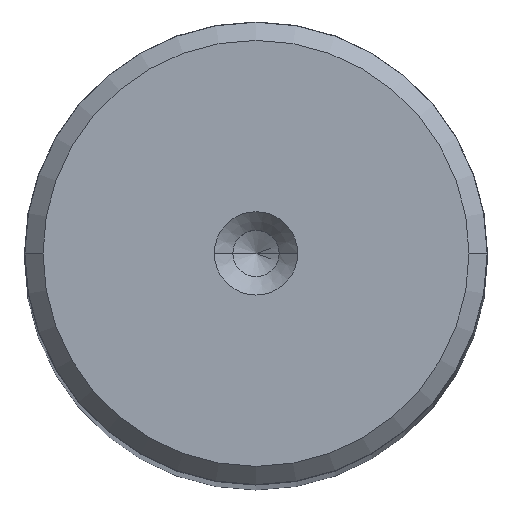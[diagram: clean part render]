
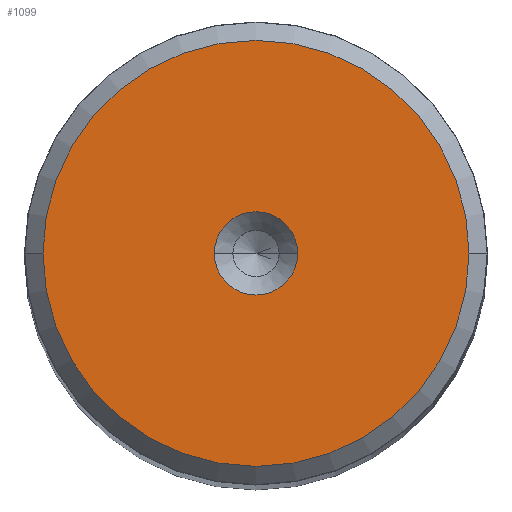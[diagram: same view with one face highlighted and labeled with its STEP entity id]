
A CAD part, top view. The second image highlights one B-rep face of the part: STEP entity #1099.
In plain terms, the highlighted planar face has unit normal (0, 0, 1).
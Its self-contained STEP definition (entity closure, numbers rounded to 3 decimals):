
#56 = CARTESIAN_POINT ( 'NONE',  ( 2.25, 0., 160. ) ) ;
#199 = CARTESIAN_POINT ( 'NONE',  ( 0., 0., 160. ) ) ;
#247 = EDGE_CURVE ( 'NONE', #1996, #1863, #844, .T. ) ;
#254 = DIRECTION ( 'NONE',  ( 1., 0., 0. ) ) ;
#445 = ORIENTED_EDGE ( 'NONE', *, *, #839, .F. ) ;
#536 = CARTESIAN_POINT ( 'NONE',  ( 0., 0., 160. ) ) ;
#610 = AXIS2_PLACEMENT_3D ( 'NONE', #199, #1640, #757 ) ;
#660 = AXIS2_PLACEMENT_3D ( 'NONE', #688, #1958, #1048 ) ;
#688 = CARTESIAN_POINT ( 'NONE',  ( 0., 0., 160. ) ) ;
#741 = ORIENTED_EDGE ( 'NONE', *, *, #2024, .F. ) ;
#757 = DIRECTION ( 'NONE',  ( 1., 0., 0. ) ) ;
#803 = CARTESIAN_POINT ( 'NONE',  ( 0., 0., 160. ) ) ;
#839 = EDGE_CURVE ( 'NONE', #1177, #1497, #1003, .T. ) ;
#844 = CIRCLE ( 'NONE', #931, 11.509 ) ;
#857 = DIRECTION ( 'NONE',  ( 1., 0., 0. ) ) ;
#877 = AXIS2_PLACEMENT_3D ( 'NONE', #1220, #2126, #857 ) ;
#889 = FACE_OUTER_BOUND ( 'NONE', #1797, .T. ) ;
#931 = AXIS2_PLACEMENT_3D ( 'NONE', #803, #1540, #254 ) ;
#1003 = CIRCLE ( 'NONE', #610, 2.25 ) ;
#1048 = DIRECTION ( 'NONE',  ( 1., 0., 0. ) ) ;
#1076 = DIRECTION ( 'NONE',  ( 1., 0., 0. ) ) ;
#1093 = CIRCLE ( 'NONE', #2153, 2.25 ) ;
#1099 = ADVANCED_FACE ( 'NONE', ( #2091, #889 ), #2145, .T. ) ;
#1177 = VERTEX_POINT ( 'NONE', #1390 ) ;
#1220 = CARTESIAN_POINT ( 'NONE',  ( 0., 0., 160. ) ) ;
#1390 = CARTESIAN_POINT ( 'NONE',  ( -2.25, 0., 160. ) ) ;
#1454 = CARTESIAN_POINT ( 'NONE',  ( -11.509, 0., 160. ) ) ;
#1497 = VERTEX_POINT ( 'NONE', #56 ) ;
#1540 = DIRECTION ( 'NONE',  ( 0., 0., 1. ) ) ;
#1640 = DIRECTION ( 'NONE',  ( 0., 0., 1. ) ) ;
#1662 = EDGE_LOOP ( 'NONE', ( #741, #445 ) ) ;
#1796 = ORIENTED_EDGE ( 'NONE', *, *, #247, .T. ) ;
#1797 = EDGE_LOOP ( 'NONE', ( #1796, #1858 ) ) ;
#1810 = EDGE_CURVE ( 'NONE', #1863, #1996, #2192, .T. ) ;
#1858 = ORIENTED_EDGE ( 'NONE', *, *, #1810, .T. ) ;
#1863 = VERTEX_POINT ( 'NONE', #2095 ) ;
#1958 = DIRECTION ( 'NONE',  ( 0., 0., 1. ) ) ;
#1996 = VERTEX_POINT ( 'NONE', #1454 ) ;
#2024 = EDGE_CURVE ( 'NONE', #1497, #1177, #1093, .T. ) ;
#2091 = FACE_BOUND ( 'NONE', #1662, .T. ) ;
#2095 = CARTESIAN_POINT ( 'NONE',  ( 11.509, 0., 160. ) ) ;
#2126 = DIRECTION ( 'NONE',  ( 0., 0., 1. ) ) ;
#2145 = PLANE ( 'NONE',  #660 ) ;
#2153 = AXIS2_PLACEMENT_3D ( 'NONE', #536, #2363, #1076 ) ;
#2192 = CIRCLE ( 'NONE', #877, 11.509 ) ;
#2363 = DIRECTION ( 'NONE',  ( 0., 0., 1. ) ) ;
